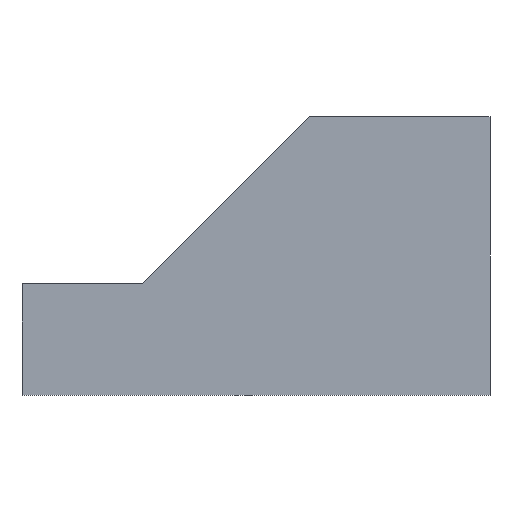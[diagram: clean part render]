
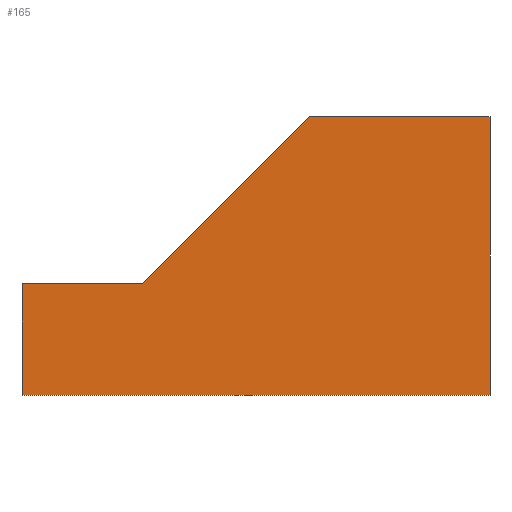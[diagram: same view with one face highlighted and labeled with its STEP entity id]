
A CAD part, front view. The second image highlights one B-rep face of the part: STEP entity #165.
In plain terms, the highlighted planar face has unit normal (0, -1, 0).
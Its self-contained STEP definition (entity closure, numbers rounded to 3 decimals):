
#4 = VERTEX_POINT ( 'NONE', #173 ) ;
#5 = ORIENTED_EDGE ( 'NONE', *, *, #41, .F. ) ;
#8 = LINE ( 'NONE', #236, #40 ) ;
#10 = CARTESIAN_POINT ( 'NONE',  ( 0., 0., 2500. ) ) ;
#12 = DIRECTION ( 'NONE',  ( 1., 0., 0. ) ) ;
#13 = EDGE_CURVE ( 'NONE', #91, #4, #8, .T. ) ;
#28 = ORIENTED_EDGE ( 'NONE', *, *, #118, .F. ) ;
#35 = DIRECTION ( 'NONE',  ( 0., 0., 1. ) ) ;
#40 = VECTOR ( 'NONE', #202, 1000. ) ;
#41 = EDGE_CURVE ( 'NONE', #72, #85, #175, .T. ) ;
#44 = ORIENTED_EDGE ( 'NONE', *, *, #262, .F. ) ;
#53 = VECTOR ( 'NONE', #35, 1000. ) ;
#55 = CARTESIAN_POINT ( 'NONE',  ( -1622.748, 0., 2500. ) ) ;
#58 = CARTESIAN_POINT ( 'NONE',  ( 0., 0., 2500. ) ) ;
#59 = LINE ( 'NONE', #82, #53 ) ;
#72 = VERTEX_POINT ( 'NONE', #258 ) ;
#74 = VERTEX_POINT ( 'NONE', #55 ) ;
#82 = CARTESIAN_POINT ( 'NONE',  ( -4200., 0., 0. ) ) ;
#83 = EDGE_CURVE ( 'NONE', #85, #91, #59, .T. ) ;
#85 = VERTEX_POINT ( 'NONE', #244 ) ;
#91 = VERTEX_POINT ( 'NONE', #232 ) ;
#96 = CARTESIAN_POINT ( 'NONE',  ( 0., 0., 0. ) ) ;
#112 = DIRECTION ( 'NONE',  ( -1., 0., 0. ) ) ;
#116 = DIRECTION ( 'NONE',  ( 0., 0., 1. ) ) ;
#118 = EDGE_CURVE ( 'NONE', #74, #127, #248, .T. ) ;
#127 = VERTEX_POINT ( 'NONE', #58 ) ;
#131 = CARTESIAN_POINT ( 'NONE',  ( 0., 0., 0. ) ) ;
#159 = CARTESIAN_POINT ( 'NONE',  ( -3122.748, 0., 1000. ) ) ;
#165 = ADVANCED_FACE ( 'NONE', ( #264 ), #208, .F. ) ;
#166 = VECTOR ( 'NONE', #263, 1000. ) ;
#169 = ORIENTED_EDGE ( 'NONE', *, *, #249, .F. ) ;
#172 = ORIENTED_EDGE ( 'NONE', *, *, #13, .F. ) ;
#173 = CARTESIAN_POINT ( 'NONE',  ( -3122.748, 0., 1000. ) ) ;
#175 = LINE ( 'NONE', #131, #242 ) ;
#179 = LINE ( 'NONE', #10, #166 ) ;
#180 = DIRECTION ( 'NONE',  ( 0., 1., 0. ) ) ;
#194 = ORIENTED_EDGE ( 'NONE', *, *, #83, .F. ) ;
#202 = DIRECTION ( 'NONE',  ( 1., 0., 0. ) ) ;
#208 = PLANE ( 'NONE',  #209 ) ;
#209 = AXIS2_PLACEMENT_3D ( 'NONE', #96, #180, #116 ) ;
#212 = CARTESIAN_POINT ( 'NONE',  ( -1622.748, 0., 2500. ) ) ;
#216 = EDGE_LOOP ( 'NONE', ( #44, #28, #169, #172, #194, #5 ) ) ;
#217 = LINE ( 'NONE', #159, #238 ) ;
#224 = VECTOR ( 'NONE', #12, 1000. ) ;
#226 = DIRECTION ( 'NONE',  ( 0.707, 0., 0.707 ) ) ;
#232 = CARTESIAN_POINT ( 'NONE',  ( -4200., 0., 1000. ) ) ;
#236 = CARTESIAN_POINT ( 'NONE',  ( -4200., 0., 1000. ) ) ;
#238 = VECTOR ( 'NONE', #226, 1000. ) ;
#242 = VECTOR ( 'NONE', #112, 1000. ) ;
#244 = CARTESIAN_POINT ( 'NONE',  ( -4200., 0., 0. ) ) ;
#248 = LINE ( 'NONE', #212, #224 ) ;
#249 = EDGE_CURVE ( 'NONE', #4, #74, #217, .T. ) ;
#258 = CARTESIAN_POINT ( 'NONE',  ( 0., 0., 0. ) ) ;
#262 = EDGE_CURVE ( 'NONE', #127, #72, #179, .T. ) ;
#263 = DIRECTION ( 'NONE',  ( 0., 0., -1. ) ) ;
#264 = FACE_OUTER_BOUND ( 'NONE', #216, .T. ) ;
